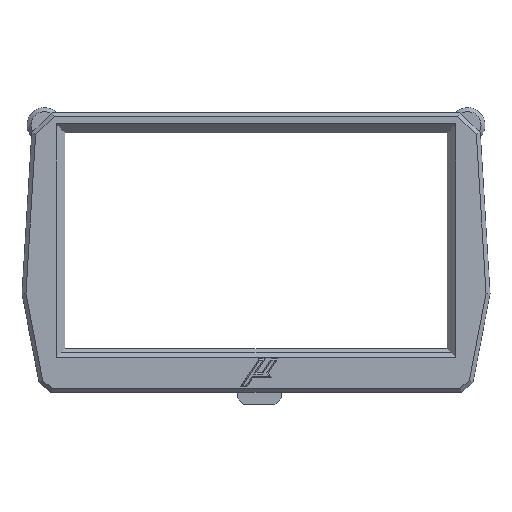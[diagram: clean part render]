
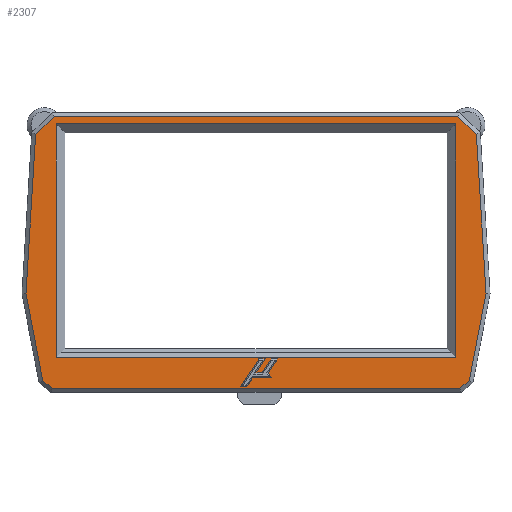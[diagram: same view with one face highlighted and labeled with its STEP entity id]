
A CAD part, top view. The second image highlights one B-rep face of the part: STEP entity #2307.
In plain terms, the highlighted planar face has unit normal (0, 0, 1).
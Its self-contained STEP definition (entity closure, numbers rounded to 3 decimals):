
#55=FACE_BOUND('',#246,.T.);
#56=FACE_BOUND('',#247,.T.);
#111=FACE_OUTER_BOUND('',#245,.T.);
#245=EDGE_LOOP('',(#1689,#1690,#1691,#1692,#1693,#1694,#1695,#1696,#1697,
#1698));
#246=EDGE_LOOP('',(#1699,#1700,#1701,#1702,#1703,#1704,#1705,#1706,#1707,
#1708,#1709));
#247=EDGE_LOOP('',(#1710,#1711,#1712,#1713));
#405=LINE('',#3325,#711);
#408=LINE('',#3330,#714);
#410=LINE('',#3334,#716);
#412=LINE('',#3338,#718);
#414=LINE('',#3342,#720);
#422=LINE('',#3359,#728);
#424=LINE('',#3362,#730);
#430=LINE('',#3379,#736);
#432=LINE('',#3384,#738);
#438=LINE('',#3393,#744);
#439=LINE('',#3396,#745);
#441=LINE('',#3399,#747);
#442=LINE('',#3401,#748);
#443=LINE('',#3404,#749);
#445=LINE('',#3409,#751);
#449=LINE('',#3415,#755);
#450=LINE('',#3418,#756);
#452=LINE('',#3421,#758);
#456=LINE('',#3428,#762);
#457=LINE('',#3431,#763);
#458=LINE('',#3432,#764);
#459=LINE('',#3434,#765);
#460=LINE('',#3436,#766);
#461=LINE('',#3438,#767);
#462=LINE('',#3439,#768);
#711=VECTOR('',#2684,10.);
#714=VECTOR('',#2689,10.);
#716=VECTOR('',#2693,10.);
#718=VECTOR('',#2697,10.);
#720=VECTOR('',#2701,10.);
#728=VECTOR('',#2717,10.);
#730=VECTOR('',#2721,10.);
#736=VECTOR('',#2739,10.);
#738=VECTOR('',#2743,10.);
#744=VECTOR('',#2751,10.);
#745=VECTOR('',#2754,10.);
#747=VECTOR('',#2758,10.);
#748=VECTOR('',#2761,10.);
#749=VECTOR('',#2764,10.);
#751=VECTOR('',#2768,10.);
#755=VECTOR('',#2774,10.);
#756=VECTOR('',#2777,10.);
#758=VECTOR('',#2781,10.);
#762=VECTOR('',#2789,10.);
#763=VECTOR('',#2792,10.);
#764=VECTOR('',#2793,10.);
#765=VECTOR('',#2794,10.);
#766=VECTOR('',#2795,10.);
#767=VECTOR('',#2796,10.);
#768=VECTOR('',#2797,10.);
#1004=VERTEX_POINT('',#3322);
#1005=VERTEX_POINT('',#3324);
#1006=VERTEX_POINT('',#3328);
#1007=VERTEX_POINT('',#3332);
#1008=VERTEX_POINT('',#3336);
#1009=VERTEX_POINT('',#3340);
#1013=VERTEX_POINT('',#3356);
#1014=VERTEX_POINT('',#3358);
#1018=VERTEX_POINT('',#3376);
#1019=VERTEX_POINT('',#3378);
#1020=VERTEX_POINT('',#3382);
#1021=VERTEX_POINT('',#3383);
#1022=VERTEX_POINT('',#3388);
#1023=VERTEX_POINT('',#3391);
#1024=VERTEX_POINT('',#3395);
#1025=VERTEX_POINT('',#3403);
#1026=VERTEX_POINT('',#3407);
#1027=VERTEX_POINT('',#3408);
#1028=VERTEX_POINT('',#3413);
#1029=VERTEX_POINT('',#3417);
#1030=VERTEX_POINT('',#3426);
#1031=VERTEX_POINT('',#3430);
#1032=VERTEX_POINT('',#3433);
#1033=VERTEX_POINT('',#3435);
#1034=VERTEX_POINT('',#3437);
#1224=EDGE_CURVE('',#1005,#1004,#405,.T.);
#1227=EDGE_CURVE('',#1004,#1006,#408,.T.);
#1229=EDGE_CURVE('',#1006,#1007,#410,.T.);
#1231=EDGE_CURVE('',#1007,#1008,#412,.T.);
#1233=EDGE_CURVE('',#1008,#1009,#414,.T.);
#1241=EDGE_CURVE('',#1014,#1013,#422,.T.);
#1243=EDGE_CURVE('',#1013,#1005,#424,.T.);
#1251=EDGE_CURVE('',#1018,#1019,#430,.T.);
#1253=EDGE_CURVE('',#1020,#1021,#432,.T.);
#1259=EDGE_CURVE('',#1023,#1022,#438,.T.);
#1260=EDGE_CURVE('',#1024,#1023,#439,.T.);
#1262=EDGE_CURVE('',#1021,#1024,#441,.T.);
#1263=EDGE_CURVE('',#1019,#1020,#442,.T.);
#1264=EDGE_CURVE('',#1022,#1025,#443,.T.);
#1266=EDGE_CURVE('',#1026,#1027,#445,.T.);
#1270=EDGE_CURVE('',#1028,#1026,#449,.T.);
#1271=EDGE_CURVE('',#1029,#1028,#450,.T.);
#1273=EDGE_CURVE('',#1027,#1029,#452,.T.);
#1277=EDGE_CURVE('',#1030,#1018,#456,.T.);
#1278=EDGE_CURVE('',#1031,#1030,#457,.T.);
#1279=EDGE_CURVE('',#1025,#1031,#458,.T.);
#1280=EDGE_CURVE('',#1009,#1032,#459,.T.);
#1281=EDGE_CURVE('',#1032,#1033,#460,.T.);
#1282=EDGE_CURVE('',#1033,#1034,#461,.T.);
#1283=EDGE_CURVE('',#1034,#1014,#462,.T.);
#1689=ORIENTED_EDGE('',*,*,#1259,.F.);
#1690=ORIENTED_EDGE('',*,*,#1260,.F.);
#1691=ORIENTED_EDGE('',*,*,#1262,.F.);
#1692=ORIENTED_EDGE('',*,*,#1253,.F.);
#1693=ORIENTED_EDGE('',*,*,#1263,.F.);
#1694=ORIENTED_EDGE('',*,*,#1251,.F.);
#1695=ORIENTED_EDGE('',*,*,#1277,.F.);
#1696=ORIENTED_EDGE('',*,*,#1278,.F.);
#1697=ORIENTED_EDGE('',*,*,#1279,.F.);
#1698=ORIENTED_EDGE('',*,*,#1264,.F.);
#1699=ORIENTED_EDGE('',*,*,#1233,.T.);
#1700=ORIENTED_EDGE('',*,*,#1280,.T.);
#1701=ORIENTED_EDGE('',*,*,#1281,.T.);
#1702=ORIENTED_EDGE('',*,*,#1282,.T.);
#1703=ORIENTED_EDGE('',*,*,#1283,.T.);
#1704=ORIENTED_EDGE('',*,*,#1241,.T.);
#1705=ORIENTED_EDGE('',*,*,#1243,.T.);
#1706=ORIENTED_EDGE('',*,*,#1224,.T.);
#1707=ORIENTED_EDGE('',*,*,#1227,.T.);
#1708=ORIENTED_EDGE('',*,*,#1229,.T.);
#1709=ORIENTED_EDGE('',*,*,#1231,.T.);
#1710=ORIENTED_EDGE('',*,*,#1266,.F.);
#1711=ORIENTED_EDGE('',*,*,#1270,.F.);
#1712=ORIENTED_EDGE('',*,*,#1271,.F.);
#1713=ORIENTED_EDGE('',*,*,#1273,.F.);
#2181=PLANE('',#2472);
#2307=ADVANCED_FACE('',(#111,#55,#56),#2181,.T.);
#2472=AXIS2_PLACEMENT_3D('',#3429,#2790,#2791);
#2684=DIRECTION('',(-1.,0.,0.));
#2689=DIRECTION('',(-0.55,-0.835,0.));
#2693=DIRECTION('',(-1.,0.,0.));
#2697=DIRECTION('',(0.55,0.835,0.));
#2701=DIRECTION('',(1.,0.,0.));
#2717=DIRECTION('',(-0.55,-0.835,0.));
#2721=DIRECTION('',(0.538,-0.843,0.));
#2739=DIRECTION('',(0.728,0.685,0.));
#2743=DIRECTION('',(0.728,-0.685,0.));
#2751=DIRECTION('',(-0.771,-0.637,0.));
#2754=DIRECTION('',(-0.189,-0.982,0.));
#2758=DIRECTION('',(0.061,-0.998,0.));
#2761=DIRECTION('',(1.,0.,0.));
#2764=DIRECTION('',(-1.,0.,0.));
#2768=DIRECTION('',(-1.,0.,0.));
#2774=DIRECTION('',(0.,1.,0.));
#2777=DIRECTION('',(1.,0.,0.));
#2781=DIRECTION('',(0.,-1.,0.));
#2789=DIRECTION('',(0.061,0.998,0.));
#2790=DIRECTION('center_axis',(0.,0.,
1.));
#2791=DIRECTION('ref_axis',(1.,0.,0.));
#2792=DIRECTION('',(-0.189,0.982,0.));
#2793=DIRECTION('',(-0.771,0.637,0.));
#2794=DIRECTION('',(-0.55,-0.835,0.));
#2795=DIRECTION('',(1.,0.,0.));
#2796=DIRECTION('',(0.55,0.835,0.));
#2797=DIRECTION('',(1.,0.,0.));
#3322=CARTESIAN_POINT('',(-0.826,-26.385,4.694));
#3324=CARTESIAN_POINT('',(3.922,-26.385,4.694));
#3325=CARTESIAN_POINT('',(-4.198,-26.385,4.694));
#3328=CARTESIAN_POINT('',(-2.321,-28.656,4.694));
#3330=CARTESIAN_POINT('',(3.542,-19.749,4.694));
#3332=CARTESIAN_POINT('',(-3.91,-28.656,4.694));
#3334=CARTESIAN_POINT('',(-5.74,-28.656,4.694));
#3336=CARTESIAN_POINT('',(0.711,-21.636,4.694));
#3338=CARTESIAN_POINT('',(4.504,-15.875,4.694));
#3340=CARTESIAN_POINT('',(2.3,-21.636,4.694));
#3342=CARTESIAN_POINT('',(-2.635,-21.636,4.694));
#3356=CARTESIAN_POINT('',(3.131,-25.146,4.694));
#3358=CARTESIAN_POINT('',(5.442,-21.636,4.694));
#3359=CARTESIAN_POINT('',(7.364,-18.716,4.694));
#3362=CARTESIAN_POINT('',(-3.8,-14.287,4.694));
#3376=CARTESIAN_POINT('',(-55.699,35.119,4.694));
#3378=CARTESIAN_POINT('',(-50.973,39.567,4.694));
#3379=CARTESIAN_POINT('',(-50.436,40.072,4.694));
#3382=CARTESIAN_POINT('',(50.985,39.567,4.694));
#3383=CARTESIAN_POINT('',(55.711,35.119,4.694));
#3384=CARTESIAN_POINT('',(46.43,43.853,4.694));
#3388=CARTESIAN_POINT('',(51.504,-29.075,4.694));
#3391=CARTESIAN_POINT('',(53.921,-27.078,4.694));
#3393=CARTESIAN_POINT('',(41.772,-37.115,4.694));
#3395=CARTESIAN_POINT('',(58.153,-5.061,4.694));
#3396=CARTESIAN_POINT('',(56.507,-13.623,4.694));
#3399=CARTESIAN_POINT('',(57.338,8.354,4.694));
#3401=CARTESIAN_POINT('',(-7.571,39.567,4.694));
#3403=CARTESIAN_POINT('',(-51.492,-29.075,4.694));
#3404=CARTESIAN_POINT('',(-23.56,-29.075,4.694));
#3407=CARTESIAN_POINT('',(50.506,37.782,4.694));
#3408=CARTESIAN_POINT('',(-50.494,37.782,4.694));
#3409=CARTESIAN_POINT('',(-27.532,37.782,4.694));
#3413=CARTESIAN_POINT('',(50.506,-21.218,4.694));
#3415=CARTESIAN_POINT('',(50.506,17.558,4.694));
#3417=CARTESIAN_POINT('',(-50.494,-21.218,4.694));
#3418=CARTESIAN_POINT('',(19.968,-21.218,4.694));
#3421=CARTESIAN_POINT('',(-50.494,-8.942,4.694));
#3426=CARTESIAN_POINT('',(-58.14,-5.061,4.694));
#3428=CARTESIAN_POINT('',(-57.353,7.895,4.694));
#3429=CARTESIAN_POINT('Origin',(-7.57,0.333,4.694));
#3430=CARTESIAN_POINT('',(-53.909,-27.078,4.694));
#3431=CARTESIAN_POINT('',(-56.765,-12.219,4.694));
#3432=CARTESIAN_POINT('',(-46.263,-33.394,4.694));
#3433=CARTESIAN_POINT('',(-0.011,-25.146,4.694));
#3434=CARTESIAN_POINT('',(4.697,-17.994,4.694));
#3435=CARTESIAN_POINT('',(1.5,-25.146,4.694));
#3436=CARTESIAN_POINT('',(-3.035,-25.146,4.694));
#3437=CARTESIAN_POINT('',(3.811,-21.636,4.694));
#3438=CARTESIAN_POINT('',(7.135,-16.587,4.694));
#3439=CARTESIAN_POINT('',(-1.064,-21.636,4.694));
